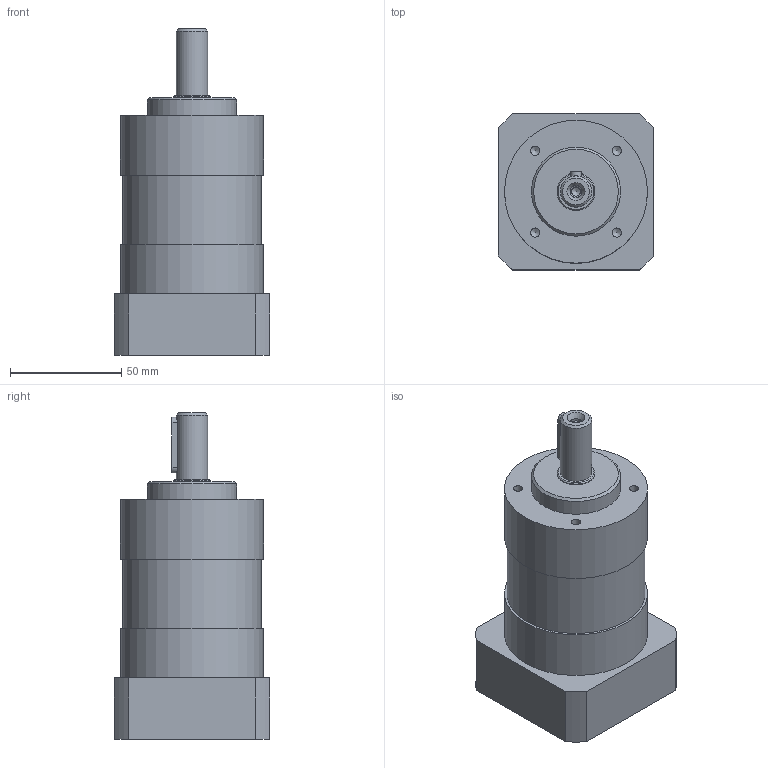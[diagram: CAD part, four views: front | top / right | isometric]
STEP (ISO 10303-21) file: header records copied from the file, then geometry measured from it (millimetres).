
FILE_DESCRIPTION((''),'2;1');
FILE_NAME('EPL064_2_14x30_40640426_Z50Tk70_4xM5Vk65_stp.stp','2011-09-26T23:36:16',('Mario'),(''),'Autodesk Inventor 2011','Autodesk Inventor 2011','');
FILE_SCHEMA(('AUTOMOTIVE_DESIGN { 1 0 10303 214 1 1 1 1 }'));
Length unit declared in the file: millimetre
Products named in the file (1): EPL064_2_14x30_40640426_Z50Tk70_4xM5Vk65
Bounding box: 70 x 70 x 146.5 mm (x, y, z)
Volume: 382615 mm3; surface area: 39518.9 mm2
Topology: 1 solids, 1 shells, 57 faces, 122 edges, 77 vertices
Faces by surface type: cylinder 24, plane 18, cone 15
Full cylindrical faces by diameter (mm): 4.134 x9, 5.3 x1, 13 x1, 14 x1, 17 x1, 40 x1, 50 x1, 62 x1, 64.2 x2
Entity records: 1336 total; most frequent: DIRECTION 244, CARTESIAN_POINT 236, ORIENTED_EDGE 156, AXIS2_PLACEMENT_3D 110, EDGE_LOOP 100, EDGE_CURVE 78, VERTEX_POINT 66, FACE_OUTER_BOUND 57
